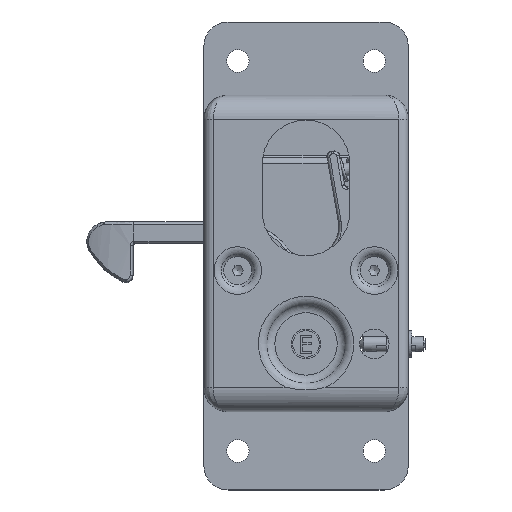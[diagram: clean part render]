
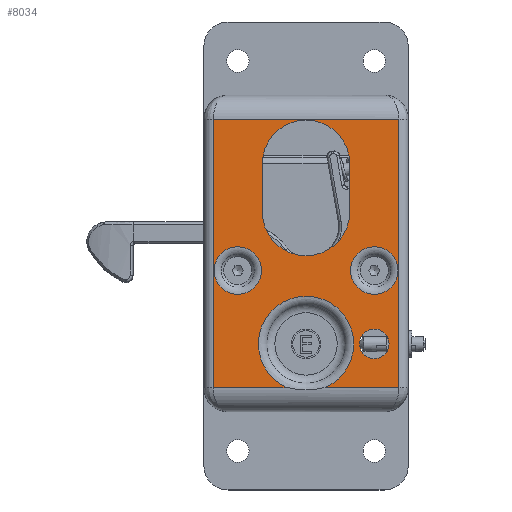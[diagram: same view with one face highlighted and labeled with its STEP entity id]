
A CAD part, top view. The second image highlights one B-rep face of the part: STEP entity #8034.
In plain terms, the highlighted planar face has unit normal (0, 0, 1).
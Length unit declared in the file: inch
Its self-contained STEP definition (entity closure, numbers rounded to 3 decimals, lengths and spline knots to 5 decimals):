
#273=FACE_BOUND('',#1375,.T.);
#274=FACE_BOUND('',#1376,.T.);
#275=FACE_BOUND('',#1377,.T.);
#276=FACE_BOUND('',#1378,.T.);
#483=PLANE('',#8808);
#879=FACE_OUTER_BOUND('',#1374,.T.);
#1374=EDGE_LOOP('',(#6307,#6308,#6309,#6310,#6311,#6312,#6313));
#1375=EDGE_LOOP('',(#6314,#6315));
#1376=EDGE_LOOP('',(#6316));
#1377=EDGE_LOOP('',(#6317,#6318,#6319,#6320));
#1378=EDGE_LOOP('',(#6321));
#1829=LINE('',#16717,#2342);
#1830=LINE('',#16741,#2343);
#1842=LINE('',#16772,#2355);
#1843=LINE('',#16787,#2356);
#1844=LINE('',#16788,#2357);
#1845=LINE('',#16797,#2358);
#1846=LINE('',#16801,#2359);
#2342=VECTOR('',#10486,0.3937);
#2343=VECTOR('',#10487,0.3937);
#2355=VECTOR('',#10511,0.3937);
#2356=VECTOR('',#10530,0.3937);
#2357=VECTOR('',#10531,0.3937);
#2358=VECTOR('',#10538,0.3937);
#2359=VECTOR('',#10541,0.3937);
#2897=CIRCLE('',#8802,0.61065);
#2902=CIRCLE('',#8807,0.61065);
#2903=CIRCLE('',#8809,0.30469);
#2904=CIRCLE('',#8810,0.30469);
#2905=CIRCLE('',#8811,0.19);
#2906=CIRCLE('',#8812,0.56);
#2907=CIRCLE('',#8813,0.56);
#2908=CIRCLE('',#8814,0.30469);
#3467=VERTEX_POINT('',#16661);
#3473=VERTEX_POINT('',#16709);
#3475=VERTEX_POINT('',#16716);
#3476=VERTEX_POINT('',#16718);
#3489=VERTEX_POINT('',#16771);
#3490=VERTEX_POINT('',#16775);
#3494=VERTEX_POINT('',#16786);
#3495=VERTEX_POINT('',#16789);
#3496=VERTEX_POINT('',#16790);
#3497=VERTEX_POINT('',#16793);
#3498=VERTEX_POINT('',#16795);
#3499=VERTEX_POINT('',#16796);
#3500=VERTEX_POINT('',#16798);
#3501=VERTEX_POINT('',#16800);
#3502=VERTEX_POINT('',#16803);
#4449=EDGE_CURVE('',#3473,#3475,#1829,.T.);
#4451=EDGE_CURVE('',#3476,#3467,#1830,.T.);
#4466=EDGE_CURVE('',#3467,#3489,#1842,.T.);
#4468=EDGE_CURVE('',#3475,#3490,#2897,.T.);
#4473=EDGE_CURVE('',#3490,#3476,#2902,.T.);
#4474=EDGE_CURVE('',#3494,#3473,#1843,.T.);
#4475=EDGE_CURVE('',#3489,#3494,#1844,.T.);
#4476=EDGE_CURVE('',#3495,#3496,#2903,.T.);
#4477=EDGE_CURVE('',#3496,#3495,#2904,.T.);
#4478=EDGE_CURVE('',#3497,#3497,#2905,.T.);
#4479=EDGE_CURVE('',#3498,#3499,#1845,.T.);
#4480=EDGE_CURVE('',#3499,#3500,#2906,.T.);
#4481=EDGE_CURVE('',#3500,#3501,#1846,.T.);
#4482=EDGE_CURVE('',#3501,#3498,#2907,.T.);
#4483=EDGE_CURVE('',#3502,#3502,#2908,.T.);
#6307=ORIENTED_EDGE('',*,*,#4451,.F.);
#6308=ORIENTED_EDGE('',*,*,#4473,.F.);
#6309=ORIENTED_EDGE('',*,*,#4468,.F.);
#6310=ORIENTED_EDGE('',*,*,#4449,.F.);
#6311=ORIENTED_EDGE('',*,*,#4474,.F.);
#6312=ORIENTED_EDGE('',*,*,#4475,.F.);
#6313=ORIENTED_EDGE('',*,*,#4466,.F.);
#6314=ORIENTED_EDGE('',*,*,#4476,.F.);
#6315=ORIENTED_EDGE('',*,*,#4477,.F.);
#6316=ORIENTED_EDGE('',*,*,#4478,.T.);
#6317=ORIENTED_EDGE('',*,*,#4479,.T.);
#6318=ORIENTED_EDGE('',*,*,#4480,.T.);
#6319=ORIENTED_EDGE('',*,*,#4481,.T.);
#6320=ORIENTED_EDGE('',*,*,#4482,.T.);
#6321=ORIENTED_EDGE('',*,*,#4483,.F.);
#8034=ADVANCED_FACE('',(#879,#273,#274,#275,#276),#483,.T.);
#8802=AXIS2_PLACEMENT_3D('',#16776,#10516,#10517);
#8807=AXIS2_PLACEMENT_3D('',#16784,#10526,#10527);
#8808=AXIS2_PLACEMENT_3D('',#16785,#10528,#10529);
#8809=AXIS2_PLACEMENT_3D('',#16791,#10532,#10533);
#8810=AXIS2_PLACEMENT_3D('',#16792,#10534,#10535);
#8811=AXIS2_PLACEMENT_3D('',#16794,#10536,#10537);
#8812=AXIS2_PLACEMENT_3D('',#16799,#10539,#10540);
#8813=AXIS2_PLACEMENT_3D('',#16802,#10542,#10543);
#8814=AXIS2_PLACEMENT_3D('',#16804,#10544,#10545);
#10486=DIRECTION('',(-1.,0.,0.));
#10487=DIRECTION('',(-1.,0.,0.));
#10511=DIRECTION('',(0.,1.,0.));
#10516=DIRECTION('center_axis',(0.,0.,
1.));
#10517=DIRECTION('ref_axis',(0.,-1.,0.));
#10526=DIRECTION('center_axis',(0.,0.,
1.));
#10527=DIRECTION('ref_axis',(0.,-1.,0.));
#10528=DIRECTION('center_axis',(0.,0.,
1.));
#10529=DIRECTION('ref_axis',(1.,0.,0.));
#10530=DIRECTION('',(0.,-1.,0.));
#10531=DIRECTION('',(1.,0.,0.));
#10532=DIRECTION('center_axis',(0.,0.,
1.));
#10533=DIRECTION('ref_axis',(1.,0.,0.));
#10534=DIRECTION('center_axis',(0.,0.,
1.));
#10535=DIRECTION('ref_axis',(1.,0.,0.));
#10536=DIRECTION('center_axis',(0.,0.,
-1.));
#10537=DIRECTION('ref_axis',(-1.,0.,0.));
#10538=DIRECTION('',(0.,-1.,0.));
#10539=DIRECTION('center_axis',(0.,0.,
-1.));
#10540=DIRECTION('ref_axis',(-1.,0.,0.));
#10541=DIRECTION('',(0.,1.,0.));
#10542=DIRECTION('center_axis',(0.,0.,
-1.));
#10543=DIRECTION('ref_axis',(1.,0.,0.));
#10544=DIRECTION('center_axis',(0.,0.,
1.));
#10545=DIRECTION('ref_axis',(-1.,0.,0.));
#16661=CARTESIAN_POINT('',(-1.19,-1.688,0.6896));
#16709=CARTESIAN_POINT('',(1.19,-1.688,0.6896));
#16716=CARTESIAN_POINT('',(0.24351,-1.688,0.6896));
#16717=CARTESIAN_POINT('',(-0.655,-1.688,0.6896));
#16718=CARTESIAN_POINT('',(-0.24351,-1.688,0.6896));
#16741=CARTESIAN_POINT('',(-0.655,-1.688,0.6896));
#16771=CARTESIAN_POINT('',(-1.19,1.752,0.6896));
#16772=CARTESIAN_POINT('',(-1.19,1.047,0.6896));
#16775=CARTESIAN_POINT('',(0.61065,-1.128,0.6896));
#16776=CARTESIAN_POINT('Origin',(0.,-1.128,0.6896));
#16784=CARTESIAN_POINT('Origin',(0.,-1.128,0.6896));
#16785=CARTESIAN_POINT('Origin',(0.,0.032,
0.6896));
#16786=CARTESIAN_POINT('',(1.19,1.752,0.6896));
#16787=CARTESIAN_POINT('',(1.19,-0.983,0.6896));
#16788=CARTESIAN_POINT('',(0.655,1.752,0.6896));
#16789=CARTESIAN_POINT('',(0.57031,-0.188,0.6896));
#16790=CARTESIAN_POINT('',(1.17969,-0.188,0.6896));
#16791=CARTESIAN_POINT('Origin',(0.875,-0.188,0.6896));
#16792=CARTESIAN_POINT('Origin',(0.875,-0.188,0.6896));
#16793=CARTESIAN_POINT('',(1.065,-1.128,0.6896));
#16794=CARTESIAN_POINT('Origin',(0.875,-1.128,0.6896));
#16795=CARTESIAN_POINT('',(0.56,1.182,0.6896));
#16796=CARTESIAN_POINT('',(0.56,0.562,0.6896));
#16797=CARTESIAN_POINT('',(0.56,0.297,0.6896));
#16798=CARTESIAN_POINT('',(-0.56,0.562,0.6896));
#16799=CARTESIAN_POINT('Origin',(0.,0.562,
0.6896));
#16800=CARTESIAN_POINT('',(-0.56,1.182,0.6896));
#16801=CARTESIAN_POINT('',(-0.56,0.607,0.6896));
#16802=CARTESIAN_POINT('Origin',(0.,1.182,0.6896));
#16803=CARTESIAN_POINT('',(-0.57031,-0.188,0.6896));
#16804=CARTESIAN_POINT('Origin',(-0.875,-0.188,
0.6896));
